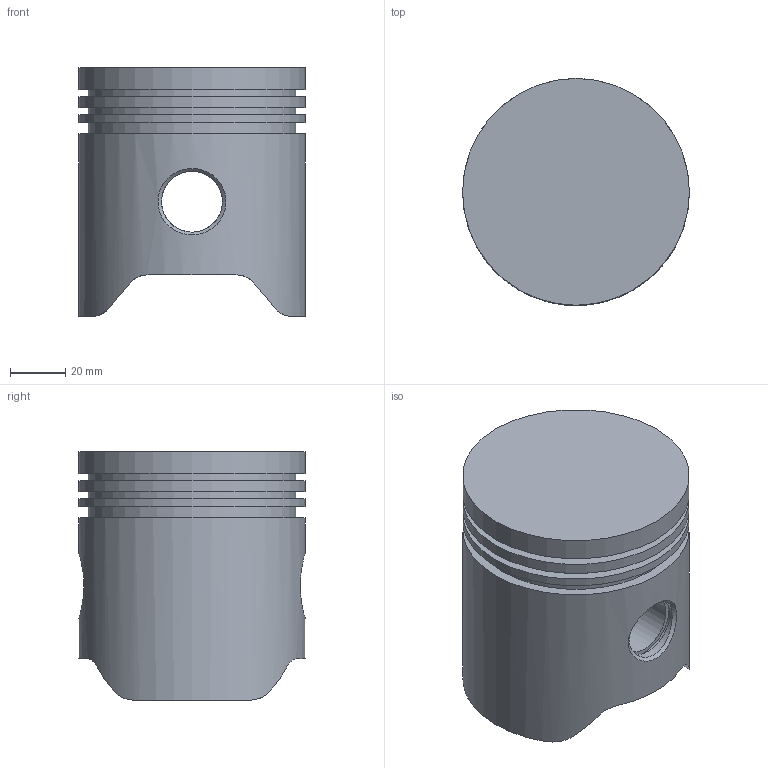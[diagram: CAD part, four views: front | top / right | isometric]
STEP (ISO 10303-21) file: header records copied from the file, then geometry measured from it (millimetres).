
FILE_DESCRIPTION(('FreeCAD Model'),'2;1');
FILE_NAME('Open CASCADE Shape Model','2025-05-04T10:56:52',('FreeCAD'),( 'FreeCAD'),'Open CASCADE STEP processor 7.6','FreeCAD','Unknown');
FILE_SCHEMA(('AUTOMOTIVE_DESIGN { 1 0 10303 214 1 1 1 1 }'));
Length unit declared in the file: millimetre
Products named in the file (1): Open CASCADE STEP translator 7.6 1
Bounding box: 82 x 82 x 90 mm (x, y, z)
Volume: 191663.6 mm3; surface area: 59473.1 mm2
Topology: 1 solids, 1 shells, 59 faces, 130 edges, 84 vertices
Faces by surface type: plane 25, cylinder 24, bspline 4, torus 4, cone 2
Full cylindrical faces by diameter (mm): 22 x4, 25 x2, 35 x2, 60 x1, 60.186 x1, 70 x1, 75 x3, 82 x4
Entity records: 2594 total; most frequent: CARTESIAN_POINT 1339, ORIENTED_EDGE 260, DIRECTION 242, EDGE_CURVE 130, AXIS2_PLACEMENT_3D 114, VERTEX_POINT 84, FACE_BOUND 78, EDGE_LOOP 78
